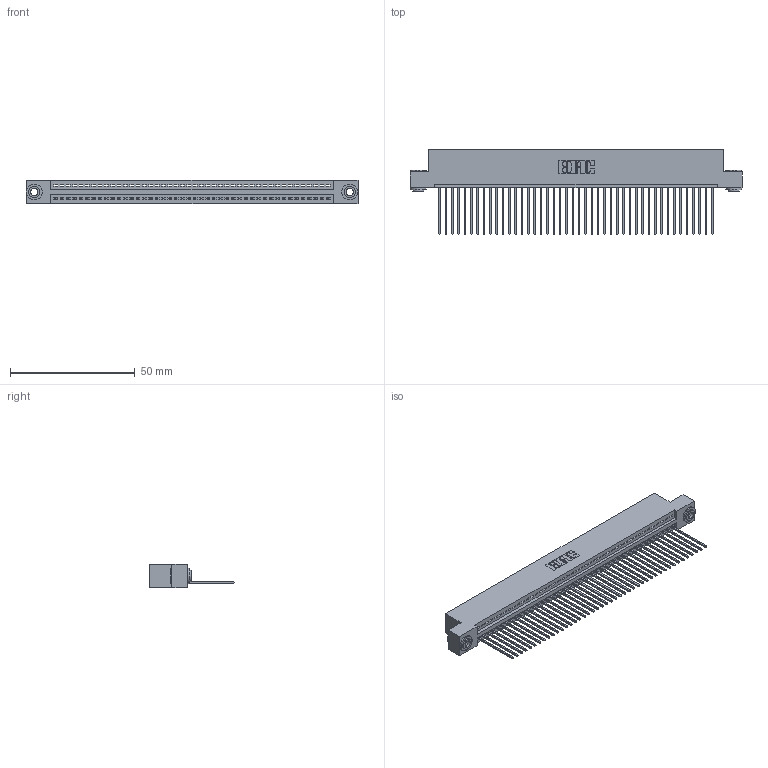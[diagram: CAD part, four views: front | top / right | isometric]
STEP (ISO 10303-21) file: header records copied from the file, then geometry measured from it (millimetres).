
FILE_DESCRIPTION (( 'STEP AP203' ), '1' );
FILE_NAME ('345-044-541-103.STEP', '2018-09-08T19:17:20', ( '' ), ( '' ), 'SwSTEP 2.0', 'SolidWorks 2016', '' );
FILE_SCHEMA (( 'CONFIG_CONTROL_DESIGN' ));
Length unit declared in the file: inch
Products named in the file (4): 345 Part_Flush Mounting Lugs - 0.156 Dia-TH; 345-292-001_345-293-141; 345-250-002_345-250-002-102; 345-044-541-103
Assembly tree (47 placements, depth 2):
  345-044-541-103
    345 Part_Flush Mounting Lugs - 0.156 Dia-TH
    345-292-001_345-293-141  x44
    345-250-002_345-250-002-102  x2
Bounding box: 132.97 x 33.96 x 9.4 mm (x, y, z)
Volume: 12810.5 mm3; surface area: 18120 mm2
Topology: 47 solids, 47 shells, 2716 faces, 8161 edges, 5378 vertices
Faces by surface type: plane 1850, cylinder 858, cone 8
Entity records: 33514 total; most frequent: CARTESIAN_POINT 5783, ORIENTED_EDGE 5754, DIRECTION 5079, EDGE_CURVE 2877, VECTOR 2545, LINE 2545, VERTEX_POINT 1914, AXIS2_PLACEMENT_3D 1267
